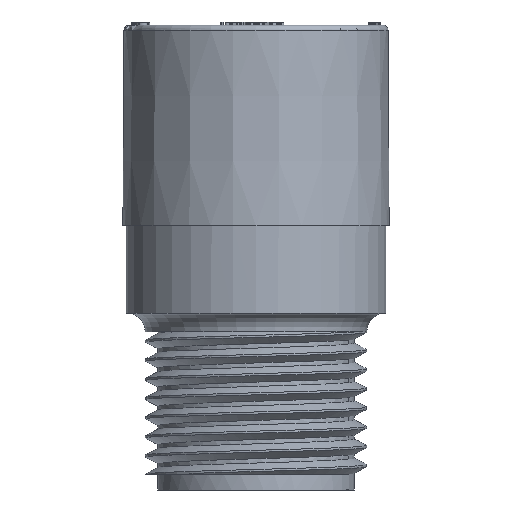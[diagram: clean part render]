
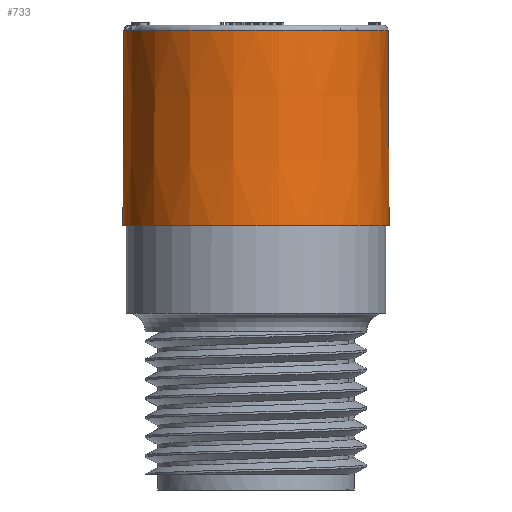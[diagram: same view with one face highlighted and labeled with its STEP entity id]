
A CAD part, front view. The second image highlights one B-rep face of the part: STEP entity #733.
In plain terms, the highlighted conical face has half-angle 0.302 degrees and reference radius 12.5 mm.
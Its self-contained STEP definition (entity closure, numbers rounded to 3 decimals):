
#119=CONICAL_SURFACE('',#11367,12.5,0.302);
#733=ADVANCED_FACE('',(#3149,#3150),#119,.T.);
#3094=CIRCLE('',#11364,12.503);
#3095=CIRCLE('',#11366,12.6);
#3149=FACE_BOUND('',#3225,.T.);
#3150=FACE_BOUND('',#3226,.T.);
#3225=EDGE_LOOP('',(#4311));
#3226=EDGE_LOOP('',(#4312));
#4311=ORIENTED_EDGE('',*,*,#8895,.T.);
#4312=ORIENTED_EDGE('',*,*,#8894,.T.);
#7744=VERTEX_POINT('',#16565);
#7745=VERTEX_POINT('',#16568);
#8894=EDGE_CURVE('',#7744,#7744,#3094,.T.);
#8895=EDGE_CURVE('',#7745,#7745,#3095,.T.);
#11364=AXIS2_PLACEMENT_3D('',#16564,#11963,#11964);
#11366=AXIS2_PLACEMENT_3D('',#16567,#11967,#11968);
#11367=AXIS2_PLACEMENT_3D('',#16569,#11969,#11970);
#11963=DIRECTION('',(0.,0.,-1.));
#11964=DIRECTION('',(1.,0.,0.));
#11967=DIRECTION('',(0.,0.,1.));
#11968=DIRECTION('',(1.,0.,0.));
#11969=DIRECTION('',(0.,0.,-1.));
#11970=DIRECTION('',(-1.,0.,0.));
#16564=CARTESIAN_POINT('',(0.,0.,45.503));
#16565=CARTESIAN_POINT('',(12.503,0.,45.503));
#16567=CARTESIAN_POINT('',(0.,0.,27.));
#16568=CARTESIAN_POINT('',(12.6,0.,27.));
#16569=CARTESIAN_POINT('',(0.,0.,46.));
